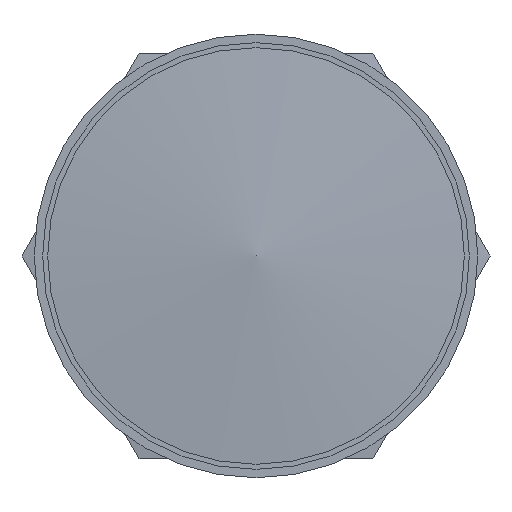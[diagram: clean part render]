
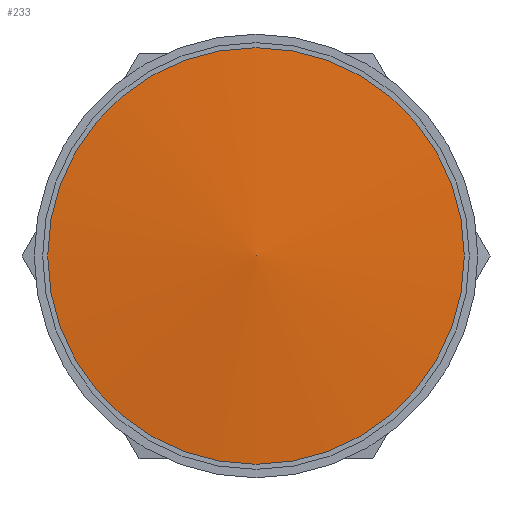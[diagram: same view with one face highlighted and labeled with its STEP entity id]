
A CAD part, left-side view. The second image highlights one B-rep face of the part: STEP entity #233.
In plain terms, the highlighted spherical face has radius 120 mm.
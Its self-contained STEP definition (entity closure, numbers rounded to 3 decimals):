
#233 = ADVANCED_FACE( '', ( #511, #512 ), #513, .T. );
#511 = FACE_BOUND( '', #12341, .T. );
#512 = FACE_OUTER_BOUND( '', #12342, .T. );
#513 = SPHERICAL_SURFACE( '', #12343, 120. );
#12341 = VERTEX_LOOP( '', #15744 );
#12342 = EDGE_LOOP( '', ( #15745 ) );
#12343 = AXIS2_PLACEMENT_3D( '', #15746, #15747, #15748 );
#15744 = VERTEX_POINT( '', #16084 );
#15745 = ORIENTED_EDGE( '', *, *, #15930, .F. );
#15746 = CARTESIAN_POINT( '', ( -60.5, 0., 0. ) );
#15747 = DIRECTION( '', ( 1., 0., 0. ) );
#15748 = DIRECTION( '', ( 0., 0., 1. ) );
#15930 = EDGE_CURVE( '', #16182, #16182, #16183, .T. );
#16084 = CARTESIAN_POINT( '', ( -180.5, 0., 0. ) );
#16182 = VERTEX_POINT( '', #17776 );
#16183 = CIRCLE( '', #17777, 18.5 );
#17776 = CARTESIAN_POINT( '', ( -179.065, 0., 18.5 ) );
#17777 = AXIS2_PLACEMENT_3D( '', #20237, #20238, #20239 );
#20237 = CARTESIAN_POINT( '', ( -179.065, 0., 0. ) );
#20238 = DIRECTION( '', ( 1., 0., 0. ) );
#20239 = DIRECTION( '', ( 0., 0., 1. ) );
